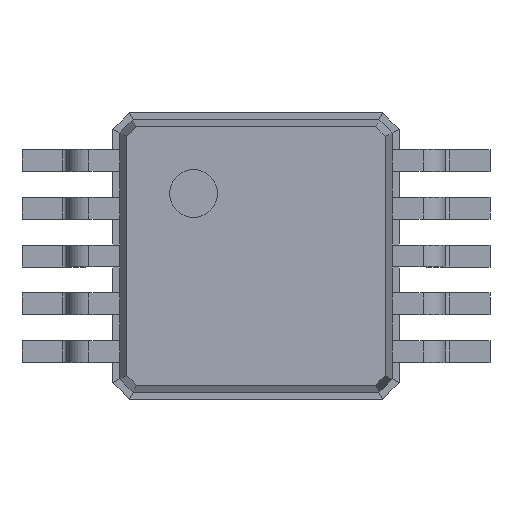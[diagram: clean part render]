
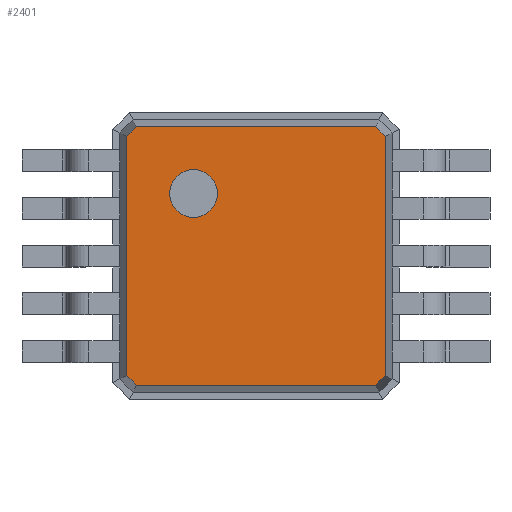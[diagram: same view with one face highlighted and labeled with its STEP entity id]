
A CAD part, top view. The second image highlights one B-rep face of the part: STEP entity #2401.
In plain terms, the highlighted planar face has unit normal (0, 0, 1).
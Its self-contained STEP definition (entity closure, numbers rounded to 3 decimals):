
#1148 = VERTEX_POINT('',#1149);
#1149 = CARTESIAN_POINT('',(-1.354,1.252,0.95));
#1154 = EDGE_CURVE('',#1155,#1148,#1157,.T.);
#1155 = VERTEX_POINT('',#1156);
#1156 = CARTESIAN_POINT('',(-1.354,-1.252,0.95));
#1157 = LINE('',#1158,#1159);
#1158 = CARTESIAN_POINT('',(-1.354,-1.252,0.95));
#1159 = VECTOR('',#1160,1.);
#1160 = DIRECTION('',(0.,1.,0.));
#2384 = EDGE_CURVE('',#2385,#1155,#2387,.T.);
#2385 = VERTEX_POINT('',#2386);
#2386 = CARTESIAN_POINT('',(-1.252,-1.354,0.95));
#2387 = LINE('',#2388,#2389);
#2388 = CARTESIAN_POINT('',(-1.252,-1.354,0.95));
#2389 = VECTOR('',#2390,1.);
#2390 = DIRECTION('',(-0.707,0.707,0.));
#2401 = ADVANCED_FACE('',(#2402,#2452),#2463,.T.);
#2402 = FACE_BOUND('',#2403,.T.);
#2403 = EDGE_LOOP('',(#2404,#2414,#2420,#2421,#2422,#2430,#2438,#2446));
#2404 = ORIENTED_EDGE('',*,*,#2405,.F.);
#2405 = EDGE_CURVE('',#2406,#2408,#2410,.T.);
#2406 = VERTEX_POINT('',#2407);
#2407 = CARTESIAN_POINT('',(-1.252,1.354,0.95));
#2408 = VERTEX_POINT('',#2409);
#2409 = CARTESIAN_POINT('',(1.252,1.354,0.95));
#2410 = LINE('',#2411,#2412);
#2411 = CARTESIAN_POINT('',(-1.252,1.354,0.95));
#2412 = VECTOR('',#2413,1.);
#2413 = DIRECTION('',(1.,0.,0.));
#2414 = ORIENTED_EDGE('',*,*,#2415,.F.);
#2415 = EDGE_CURVE('',#1148,#2406,#2416,.T.);
#2416 = LINE('',#2417,#2418);
#2417 = CARTESIAN_POINT('',(-1.354,1.252,0.95));
#2418 = VECTOR('',#2419,1.);
#2419 = DIRECTION('',(0.707,0.707,0.));
#2420 = ORIENTED_EDGE('',*,*,#1154,.F.);
#2421 = ORIENTED_EDGE('',*,*,#2384,.F.);
#2422 = ORIENTED_EDGE('',*,*,#2423,.F.);
#2423 = EDGE_CURVE('',#2424,#2385,#2426,.T.);
#2424 = VERTEX_POINT('',#2425);
#2425 = CARTESIAN_POINT('',(1.252,-1.354,0.95));
#2426 = LINE('',#2427,#2428);
#2427 = CARTESIAN_POINT('',(1.252,-1.354,0.95));
#2428 = VECTOR('',#2429,1.);
#2429 = DIRECTION('',(-1.,0.,0.));
#2430 = ORIENTED_EDGE('',*,*,#2431,.F.);
#2431 = EDGE_CURVE('',#2432,#2424,#2434,.T.);
#2432 = VERTEX_POINT('',#2433);
#2433 = CARTESIAN_POINT('',(1.354,-1.252,0.95));
#2434 = LINE('',#2435,#2436);
#2435 = CARTESIAN_POINT('',(1.354,-1.252,0.95));
#2436 = VECTOR('',#2437,1.);
#2437 = DIRECTION('',(-0.707,-0.707,0.));
#2438 = ORIENTED_EDGE('',*,*,#2439,.F.);
#2439 = EDGE_CURVE('',#2440,#2432,#2442,.T.);
#2440 = VERTEX_POINT('',#2441);
#2441 = CARTESIAN_POINT('',(1.354,1.252,0.95));
#2442 = LINE('',#2443,#2444);
#2443 = CARTESIAN_POINT('',(1.354,1.252,0.95));
#2444 = VECTOR('',#2445,1.);
#2445 = DIRECTION('',(0.,-1.,0.));
#2446 = ORIENTED_EDGE('',*,*,#2447,.F.);
#2447 = EDGE_CURVE('',#2408,#2440,#2448,.T.);
#2448 = LINE('',#2449,#2450);
#2449 = CARTESIAN_POINT('',(1.252,1.354,0.95));
#2450 = VECTOR('',#2451,1.);
#2451 = DIRECTION('',(0.707,-0.707,0.));
#2452 = FACE_BOUND('',#2453,.T.);
#2453 = EDGE_LOOP('',(#2454));
#2454 = ORIENTED_EDGE('',*,*,#2455,.F.);
#2455 = EDGE_CURVE('',#2456,#2456,#2458,.T.);
#2456 = VERTEX_POINT('',#2457);
#2457 = CARTESIAN_POINT('',(-0.654,0.404,0.95));
#2458 = CIRCLE('',#2459,0.25);
#2459 = AXIS2_PLACEMENT_3D('',#2460,#2461,#2462);
#2460 = CARTESIAN_POINT('',(-0.654,0.654,0.95));
#2461 = DIRECTION('',(-0.,0.,1.));
#2462 = DIRECTION('',(0.,-1.,0.));
#2463 = PLANE('',#2464);
#2464 = AXIS2_PLACEMENT_3D('',#2465,#2466,#2467);
#2465 = CARTESIAN_POINT('',(-1.252,1.354,0.95));
#2466 = DIRECTION('',(0.,0.,1.));
#2467 = DIRECTION('',(0.679,-0.734,0.));
